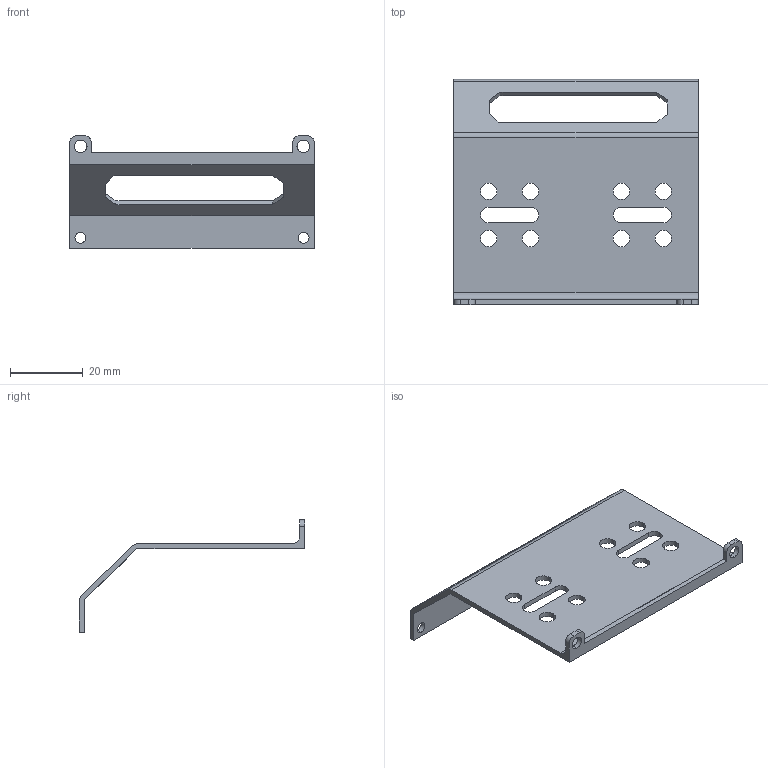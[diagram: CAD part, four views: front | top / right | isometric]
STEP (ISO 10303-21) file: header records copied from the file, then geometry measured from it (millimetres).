
FILE_DESCRIPTION (( 'STEP AP214' ), '1' );
FILE_NAME ('Body1.STEP', '2025-11-27T16:31:40', ( '' ), ( '' ), 'SwSTEP 2.0', 'SolidWorks 2025', '' );
FILE_SCHEMA (( 'AUTOMOTIVE_DESIGN' ));
Length unit declared in the file: millimetre
Products named in the file (1): Body1
Bounding box: 67 x 61.79 x 30.89 mm (x, y, z)
Volume: 6291.8 mm3; surface area: 9760.5 mm2
Topology: 1 solids, 1 shells, 66 faces, 196 edges, 130 vertices
Faces by surface type: cylinder 37, plane 29
Entity records: 2333 total; most frequent: CARTESIAN_POINT 413, DIRECTION 400, ORIENTED_EDGE 392, EDGE_CURVE 196, AXIS2_PLACEMENT_3D 141, VERTEX_POINT 130, VECTOR 118, LINE 118
